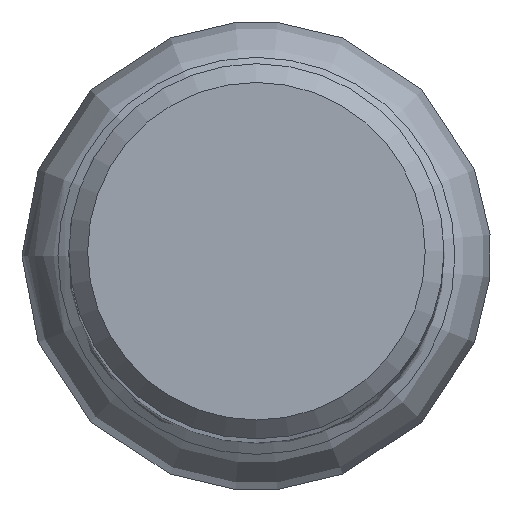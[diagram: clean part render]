
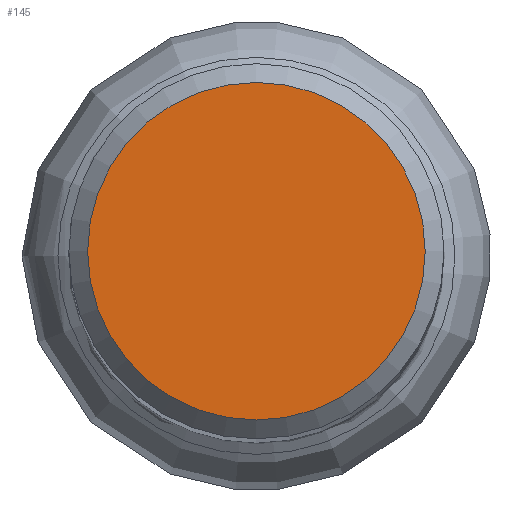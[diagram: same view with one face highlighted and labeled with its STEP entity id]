
A CAD part, top view. The second image highlights one B-rep face of the part: STEP entity #145.
In plain terms, the highlighted planar face has unit normal (0, 0, 1).
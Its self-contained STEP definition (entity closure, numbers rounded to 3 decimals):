
#145=ADVANCED_FACE('',(#164),#161,.F.);
#161=PLANE('',#360);
#164=FACE_OUTER_BOUND('',#166,.T.);
#166=EDGE_LOOP('',(#194));
#194=ORIENTED_EDGE('',*,*,#237,.F.);
#222=VERTEX_POINT('',#491);
#237=EDGE_CURVE('',#222,#222,#251,.T.);
#251=CIRCLE('',#359,8.997);
#359=AXIS2_PLACEMENT_3D('',#490,#407,#408);
#360=AXIS2_PLACEMENT_3D('',#492,#409,#410);
#407=DIRECTION('',(0.,0.,-1.));
#408=DIRECTION('',(-1.,0.,0.));
#409=DIRECTION('',(0.,0.,-1.));
#410=DIRECTION('',(-1.,0.,0.));
#490=CARTESIAN_POINT('',(0.,0.,0.));
#491=CARTESIAN_POINT('',(-8.997,0.,0.));
#492=CARTESIAN_POINT('',(0.,0.,0.));
